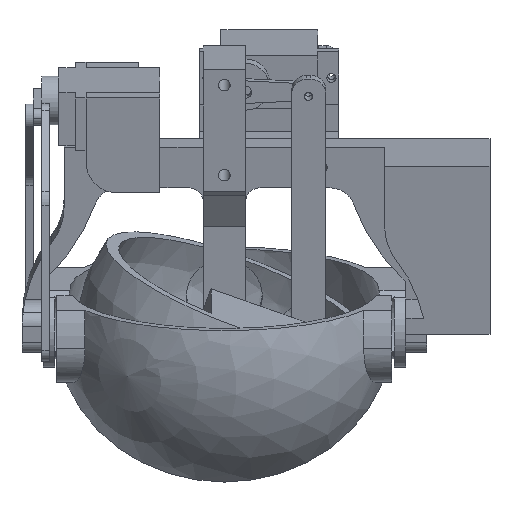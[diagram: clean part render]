
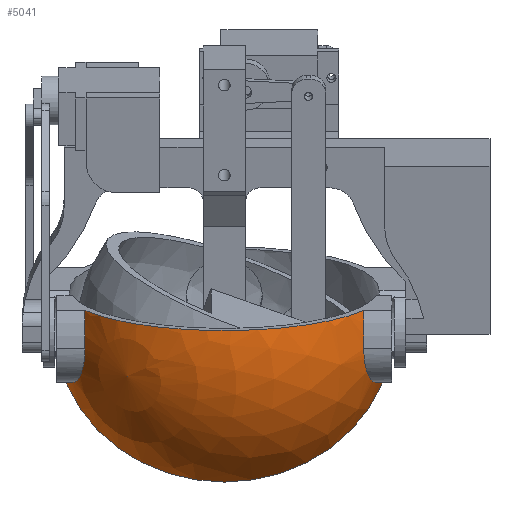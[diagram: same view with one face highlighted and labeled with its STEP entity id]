
A CAD part, top view. The second image highlights one B-rep face of the part: STEP entity #5041.
In plain terms, the highlighted spherical face has radius 40 mm.
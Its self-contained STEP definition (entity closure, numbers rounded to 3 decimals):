
#51=SPHERICAL_SURFACE('',#5523,40.);
#443=CIRCLE('',#5506,40.);
#447=CIRCLE('',#5512,22.5);
#448=CIRCLE('',#5514,22.5);
#454=CIRCLE('',#5524,7.5);
#455=CIRCLE('',#5525,38.73);
#456=CIRCLE('',#5526,40.);
#457=CIRCLE('',#5527,38.73);
#458=CIRCLE('',#5528,7.5);
#719=FACE_OUTER_BOUND('',#1043,.T.);
#1043=EDGE_LOOP('',(#4184,#4185,#4186,#4187,#4188,#4189,#4190,#4191,#4192,
#4193,#4194,#4195,#4196));
#2082=B_SPLINE_CURVE_WITH_KNOTS('',3,(#8314,#8315,#8316,#8317,#8318,#8319,
#8320,#8321,#8322,#8323,#8324,#8325,#8326,#8327,#8328,#8329,#8330,#8331,
#8332),.UNSPECIFIED.,.F.,.F.,(4,2,2,2,3,2,2,2,4),(-1.249,-1.182,
-0.801,-0.4,0.,0.395,0.791,
1.164,1.227),.UNSPECIFIED.);
#2083=B_SPLINE_CURVE_WITH_KNOTS('',3,(#8350,#8351,#8352,#8353,#8354,#8355,
#8356,#8357,#8358,#8359,#8360,#8361,#8362,#8363,#8364,#8365,#8366,#8367,
#8368),.UNSPECIFIED.,.F.,.F.,(4,2,2,2,3,2,2,2,4),(-1.227,-1.159,
-0.78,-0.39,0.,0.4,0.801,
1.182,1.249),.UNSPECIFIED.);
#2084=B_SPLINE_CURVE_WITH_KNOTS('',3,(#8400,#8401,#8402,#8403,#8404,#8405,
#8406,#8407,#8408,#8409,#8410),.UNSPECIFIED.,.F.,.F.,(4,2,3,2,4),(0.539,
0.571,0.61,0.648,0.68),
 .UNSPECIFIED.);
#2086=B_SPLINE_CURVE_WITH_KNOTS('',3,(#8426,#8427,#8428,#8429,#8430,#8431,
#8432,#8433,#8434,#8435,#8436),.UNSPECIFIED.,.F.,.F.,(4,2,3,2,4),(0.539,
0.571,0.61,0.648,0.68),
 .UNSPECIFIED.);
#2374=VERTEX_POINT('',#8311);
#2375=VERTEX_POINT('',#8313);
#2376=VERTEX_POINT('',#8335);
#2377=VERTEX_POINT('',#8336);
#2382=VERTEX_POINT('',#8347);
#2383=VERTEX_POINT('',#8349);
#2385=VERTEX_POINT('',#8373);
#2386=VERTEX_POINT('',#8377);
#2394=VERTEX_POINT('',#8399);
#2396=VERTEX_POINT('',#8425);
#2397=VERTEX_POINT('',#8438);
#2398=VERTEX_POINT('',#8440);
#3000=EDGE_CURVE('',#2374,#2375,#2082,.T.);
#3002=EDGE_CURVE('',#2376,#2377,#443,.T.);
#3008=EDGE_CURVE('',#2383,#2382,#2083,.F.);
#3012=EDGE_CURVE('',#2385,#2382,#447,.T.);
#3013=EDGE_CURVE('',#2386,#2375,#448,.F.);
#3024=EDGE_CURVE('',#2376,#2394,#2084,.T.);
#3027=EDGE_CURVE('',#2377,#2396,#2086,.T.);
#3028=EDGE_CURVE('',#2383,#2394,#454,.T.);
#3029=EDGE_CURVE('',#2385,#2397,#455,.T.);
#3030=EDGE_CURVE('',#2397,#2398,#456,.T.);
#3031=EDGE_CURVE('',#2397,#2386,#457,.T.);
#3032=EDGE_CURVE('',#2374,#2396,#458,.T.);
#4184=ORIENTED_EDGE('',*,*,#3027,.F.);
#4185=ORIENTED_EDGE('',*,*,#3002,.F.);
#4186=ORIENTED_EDGE('',*,*,#3024,.T.);
#4187=ORIENTED_EDGE('',*,*,#3028,.F.);
#4188=ORIENTED_EDGE('',*,*,#3008,.T.);
#4189=ORIENTED_EDGE('',*,*,#3012,.F.);
#4190=ORIENTED_EDGE('',*,*,#3029,.T.);
#4191=ORIENTED_EDGE('',*,*,#3030,.T.);
#4192=ORIENTED_EDGE('',*,*,#3030,.F.);
#4193=ORIENTED_EDGE('',*,*,#3031,.T.);
#4194=ORIENTED_EDGE('',*,*,#3013,.T.);
#4195=ORIENTED_EDGE('',*,*,#3000,.F.);
#4196=ORIENTED_EDGE('',*,*,#3032,.T.);
#5041=ADVANCED_FACE('',(#719),#51,.T.);
#5506=AXIS2_PLACEMENT_3D('',#8337,#6628,#6629);
#5512=AXIS2_PLACEMENT_3D('',#8375,#6645,#6646);
#5514=AXIS2_PLACEMENT_3D('',#8378,#6649,#6650);
#5523=AXIS2_PLACEMENT_3D('',#8424,#6673,#6674);
#5524=AXIS2_PLACEMENT_3D('',#8437,#6675,#6676);
#5525=AXIS2_PLACEMENT_3D('',#8439,#6677,#6678);
#5526=AXIS2_PLACEMENT_3D('',#8441,#6679,#6680);
#5527=AXIS2_PLACEMENT_3D('',#8442,#6681,#6682);
#5528=AXIS2_PLACEMENT_3D('',#8443,#6683,#6684);
#6628=DIRECTION('center_axis',(0.,-0.423,-0.906));
#6629=DIRECTION('ref_axis',(0.,0.906,-0.423));
#6645=DIRECTION('center_axis',(1.,0.,0.));
#6646=DIRECTION('ref_axis',(0.,0.906,-0.423));
#6649=DIRECTION('center_axis',(-1.,0.,0.));
#6650=DIRECTION('ref_axis',(0.,0.906,-0.423));
#6673=DIRECTION('center_axis',(0.577,0.279,-0.767));
#6674=DIRECTION('ref_axis',(-0.707,-0.299,-0.641));
#6675=DIRECTION('center_axis',(1.,0.,0.));
#6676=DIRECTION('ref_axis',(0.,0.906,-0.423));
#6677=DIRECTION('center_axis',(0.,-0.966,-0.259));
#6678=DIRECTION('ref_axis',(0.,-0.259,0.966));
#6679=DIRECTION('center_axis',(0.408,-0.913,-0.025));
#6680=DIRECTION('ref_axis',(0.707,0.299,0.641));
#6681=DIRECTION('center_axis',(0.,-0.966,-0.259));
#6682=DIRECTION('ref_axis',(0.,-0.259,0.966));
#6683=DIRECTION('center_axis',(1.,0.,0.));
#6684=DIRECTION('ref_axis',(0.,0.906,-0.423));
#8311=CARTESIAN_POINT('',(15.709,8.982,-75.646));
#8313=CARTESIAN_POINT('',(21.928,11.152,-56.797));
#8314=CARTESIAN_POINT('Ctrl Pts',(15.709,8.982,-75.646));
#8315=CARTESIAN_POINT('Ctrl Pts',(15.754,8.771,-75.547));
#8316=CARTESIAN_POINT('Ctrl Pts',(15.8,8.564,-75.442));
#8317=CARTESIAN_POINT('Ctrl Pts',(16.125,7.207,-74.689));
#8318=CARTESIAN_POINT('Ctrl Pts',(16.467,6.196,-73.815));
#8319=CARTESIAN_POINT('Ctrl Pts',(17.196,4.625,-71.871));
#8320=CARTESIAN_POINT('Ctrl Pts',(17.636,3.976,-70.653));
#8321=CARTESIAN_POINT('Ctrl Pts',(18.546,3.228,-68.066));
#8322=CARTESIAN_POINT('Ctrl Pts',(19.015,3.129,-66.697));
#8323=CARTESIAN_POINT('Ctrl Pts',(19.437,3.274,-65.439));
#8324=CARTESIAN_POINT('Ctrl Pts',(19.854,3.417,-64.198));
#8325=CARTESIAN_POINT('Ctrl Pts',(20.283,3.818,-62.891));
#8326=CARTESIAN_POINT('Ctrl Pts',(21.024,5.132,-60.534));
#8327=CARTESIAN_POINT('Ctrl Pts',(21.335,6.046,-59.485));
#8328=CARTESIAN_POINT('Ctrl Pts',(21.75,8.044,-57.932));
#8329=CARTESIAN_POINT('Ctrl Pts',(21.887,9.237,-57.311));
#8330=CARTESIAN_POINT('Ctrl Pts',(21.925,10.72,-56.895));
#8331=CARTESIAN_POINT('Ctrl Pts',(21.928,10.935,-56.842));
#8332=CARTESIAN_POINT('Ctrl Pts',(21.928,11.152,-56.797));
#8335=CARTESIAN_POINT('',(94.099,8.13,-75.248));
#8336=CARTESIAN_POINT('',(15.901,8.13,-75.248));
#8337=CARTESIAN_POINT('Origin',(55.,15.78,-78.815));
#8347=CARTESIAN_POINT('',(88.072,11.152,-56.797));
#8349=CARTESIAN_POINT('',(94.291,8.982,-75.646));
#8350=CARTESIAN_POINT('Ctrl Pts',(88.072,11.152,-56.797));
#8351=CARTESIAN_POINT('Ctrl Pts',(88.072,10.918,-56.846));
#8352=CARTESIAN_POINT('Ctrl Pts',(88.075,10.687,-56.903));
#8353=CARTESIAN_POINT('Ctrl Pts',(88.118,9.173,-57.336));
#8354=CARTESIAN_POINT('Ctrl Pts',(88.26,7.969,-57.975));
#8355=CARTESIAN_POINT('Ctrl Pts',(88.683,5.988,-59.547));
#8356=CARTESIAN_POINT('Ctrl Pts',(88.993,5.093,-60.59));
#8357=CARTESIAN_POINT('Ctrl Pts',(89.728,3.807,-62.923));
#8358=CARTESIAN_POINT('Ctrl Pts',(90.151,3.415,-64.214));
#8359=CARTESIAN_POINT('Ctrl Pts',(90.563,3.274,-65.439));
#8360=CARTESIAN_POINT('Ctrl Pts',(90.985,3.129,-66.697));
#8361=CARTESIAN_POINT('Ctrl Pts',(91.454,3.228,-68.066));
#8362=CARTESIAN_POINT('Ctrl Pts',(92.364,3.976,-70.653));
#8363=CARTESIAN_POINT('Ctrl Pts',(92.804,4.625,-71.871));
#8364=CARTESIAN_POINT('Ctrl Pts',(93.533,6.196,-73.815));
#8365=CARTESIAN_POINT('Ctrl Pts',(93.875,7.207,-74.689));
#8366=CARTESIAN_POINT('Ctrl Pts',(94.2,8.564,-75.442));
#8367=CARTESIAN_POINT('Ctrl Pts',(94.246,8.771,-75.547));
#8368=CARTESIAN_POINT('Ctrl Pts',(94.291,8.982,-75.646));
#8373=CARTESIAN_POINT('',(88.072,20.222,-56.758));
#8375=CARTESIAN_POINT('Origin',(88.072,15.78,-78.815));
#8377=CARTESIAN_POINT('',(21.928,20.222,-56.758));
#8378=CARTESIAN_POINT('Origin',(21.928,15.78,-78.815));
#8399=CARTESIAN_POINT('',(94.291,8.657,-76.468));
#8400=CARTESIAN_POINT('Ctrl Pts',(94.099,8.13,-75.248));
#8401=CARTESIAN_POINT('Ctrl Pts',(94.122,8.227,-75.294));
#8402=CARTESIAN_POINT('Ctrl Pts',(94.146,8.322,-75.358));
#8403=CARTESIAN_POINT('Ctrl Pts',(94.194,8.498,-75.529));
#8404=CARTESIAN_POINT('Ctrl Pts',(94.218,8.575,-75.642));
#8405=CARTESIAN_POINT('Ctrl Pts',(94.236,8.625,-75.758));
#8406=CARTESIAN_POINT('Ctrl Pts',(94.254,8.674,-75.872));
#8407=CARTESIAN_POINT('Ctrl Pts',(94.269,8.705,-76.005));
#8408=CARTESIAN_POINT('Ctrl Pts',(94.287,8.709,-76.251));
#8409=CARTESIAN_POINT('Ctrl Pts',(94.291,8.691,-76.364));
#8410=CARTESIAN_POINT('Ctrl Pts',(94.291,8.657,-76.468));
#8424=CARTESIAN_POINT('Origin',(55.,15.78,-78.815));
#8425=CARTESIAN_POINT('',(15.709,8.657,-76.468));
#8426=CARTESIAN_POINT('Ctrl Pts',(15.901,8.13,-75.248));
#8427=CARTESIAN_POINT('Ctrl Pts',(15.878,8.227,-75.294));
#8428=CARTESIAN_POINT('Ctrl Pts',(15.854,8.322,-75.358));
#8429=CARTESIAN_POINT('Ctrl Pts',(15.806,8.498,-75.529));
#8430=CARTESIAN_POINT('Ctrl Pts',(15.782,8.575,-75.642));
#8431=CARTESIAN_POINT('Ctrl Pts',(15.764,8.625,-75.758));
#8432=CARTESIAN_POINT('Ctrl Pts',(15.746,8.674,-75.872));
#8433=CARTESIAN_POINT('Ctrl Pts',(15.731,8.705,-76.005));
#8434=CARTESIAN_POINT('Ctrl Pts',(15.713,8.709,-76.251));
#8435=CARTESIAN_POINT('Ctrl Pts',(15.709,8.691,-76.364));
#8436=CARTESIAN_POINT('Ctrl Pts',(15.709,8.657,-76.468));
#8437=CARTESIAN_POINT('Origin',(94.291,15.78,-78.815));
#8438=CARTESIAN_POINT('',(56.646,15.424,-38.851));
#8439=CARTESIAN_POINT('Origin',(55.,25.439,-76.227));
#8440=CARTESIAN_POINT('',(31.906,4.609,-48.125));
#8441=CARTESIAN_POINT('Origin',(55.,15.78,-78.815));
#8442=CARTESIAN_POINT('Origin',(55.,25.439,-76.227));
#8443=CARTESIAN_POINT('Origin',(15.709,15.78,-78.815));
